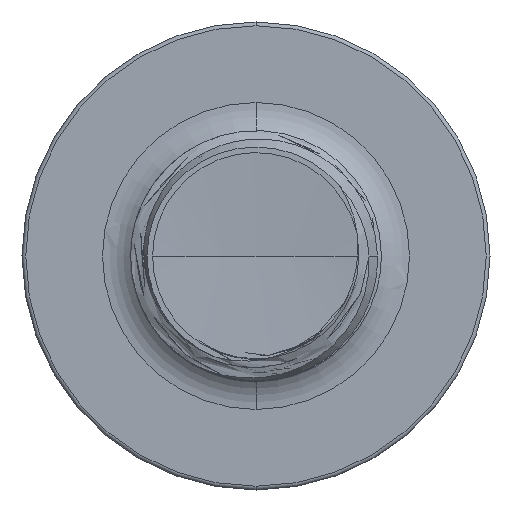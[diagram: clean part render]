
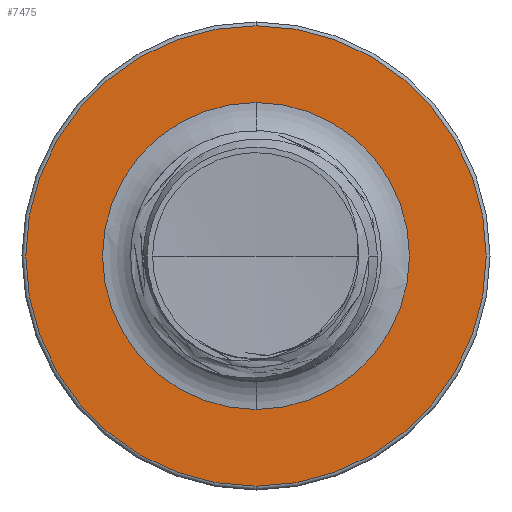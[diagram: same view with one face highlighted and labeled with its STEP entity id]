
A CAD part, front view. The second image highlights one B-rep face of the part: STEP entity #7475.
In plain terms, the highlighted planar face has unit normal (0, -1, 0).
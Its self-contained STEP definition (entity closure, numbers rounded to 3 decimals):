
#160 = EDGE_CURVE ( 'NONE', #16008, #14561, #15077, .T. ) ;
#384 = PLANE ( 'NONE',  #5822 ) ;
#1116 = EDGE_LOOP ( 'NONE', ( #12174, #8626 ) ) ;
#1307 = CIRCLE ( 'NONE', #1405, 2.755 ) ;
#1405 = AXIS2_PLACEMENT_3D ( 'NONE', #12584, #3819, #14053 ) ;
#1518 = DIRECTION ( 'NONE',  ( 0., 0., -1. ) ) ;
#2479 = AXIS2_PLACEMENT_3D ( 'NONE', #14698, #3127, #1518 ) ;
#2727 = EDGE_CURVE ( 'NONE', #3389, #12593, #1307, .T. ) ;
#2892 = AXIS2_PLACEMENT_3D ( 'NONE', #12085, #3323, #13560 ) ;
#3127 = DIRECTION ( 'NONE',  ( 0., -1., 0. ) ) ;
#3323 = DIRECTION ( 'NONE',  ( 0., -1., 0. ) ) ;
#3389 = VERTEX_POINT ( 'NONE', #7121 ) ;
#3541 = FACE_BOUND ( 'NONE', #10196, .T. ) ;
#3819 = DIRECTION ( 'NONE',  ( 0., -1., 0. ) ) ;
#4308 = DIRECTION ( 'NONE',  ( 0., -1., 0. ) ) ;
#4790 = DIRECTION ( 'NONE',  ( 0., -1., 0. ) ) ;
#5310 = CIRCLE ( 'NONE', #6926, 2.755 ) ;
#5822 = AXIS2_PLACEMENT_3D ( 'NONE', #16448, #4790, #15032 ) ;
#6926 = AXIS2_PLACEMENT_3D ( 'NONE', #13070, #4308, #14538 ) ;
#7121 = CARTESIAN_POINT ( 'NONE',  ( 0., 5.5, -2.755 ) ) ;
#7428 = EDGE_CURVE ( 'NONE', #14561, #16008, #11285, .T. ) ;
#7475 = ADVANCED_FACE ( 'NONE', ( #18656, #3541 ), #384, .T. ) ;
#8481 = ORIENTED_EDGE ( 'NONE', *, *, #160, .F. ) ;
#8626 = ORIENTED_EDGE ( 'NONE', *, *, #13209, .T. ) ;
#10196 = EDGE_LOOP ( 'NONE', ( #17147, #8481 ) ) ;
#11285 = CIRCLE ( 'NONE', #2892, 1.836 ) ;
#12085 = CARTESIAN_POINT ( 'NONE',  ( 0., 5.5, 0. ) ) ;
#12174 = ORIENTED_EDGE ( 'NONE', *, *, #2727, .T. ) ;
#12584 = CARTESIAN_POINT ( 'NONE',  ( 0., 5.5, 0. ) ) ;
#12593 = VERTEX_POINT ( 'NONE', #18419 ) ;
#13070 = CARTESIAN_POINT ( 'NONE',  ( 0., 5.5, 0. ) ) ;
#13209 = EDGE_CURVE ( 'NONE', #12593, #3389, #5310, .T. ) ;
#13560 = DIRECTION ( 'NONE',  ( 0., 0., -1. ) ) ;
#14053 = DIRECTION ( 'NONE',  ( 0., 0., -1. ) ) ;
#14531 = CARTESIAN_POINT ( 'NONE',  ( 0., 5.5, 1.836 ) ) ;
#14538 = DIRECTION ( 'NONE',  ( 0., 0., -1. ) ) ;
#14561 = VERTEX_POINT ( 'NONE', #17920 ) ;
#14698 = CARTESIAN_POINT ( 'NONE',  ( 0., 5.5, 0. ) ) ;
#15032 = DIRECTION ( 'NONE',  ( 0., 0., -1. ) ) ;
#15077 = CIRCLE ( 'NONE', #2479, 1.836 ) ;
#16008 = VERTEX_POINT ( 'NONE', #14531 ) ;
#16448 = CARTESIAN_POINT ( 'NONE',  ( 0., 5.5, 1.836 ) ) ;
#17147 = ORIENTED_EDGE ( 'NONE', *, *, #7428, .F. ) ;
#17920 = CARTESIAN_POINT ( 'NONE',  ( 0., 5.5, -1.836 ) ) ;
#18419 = CARTESIAN_POINT ( 'NONE',  ( 0., 5.5, 2.755 ) ) ;
#18656 = FACE_OUTER_BOUND ( 'NONE', #1116, .T. ) ;
